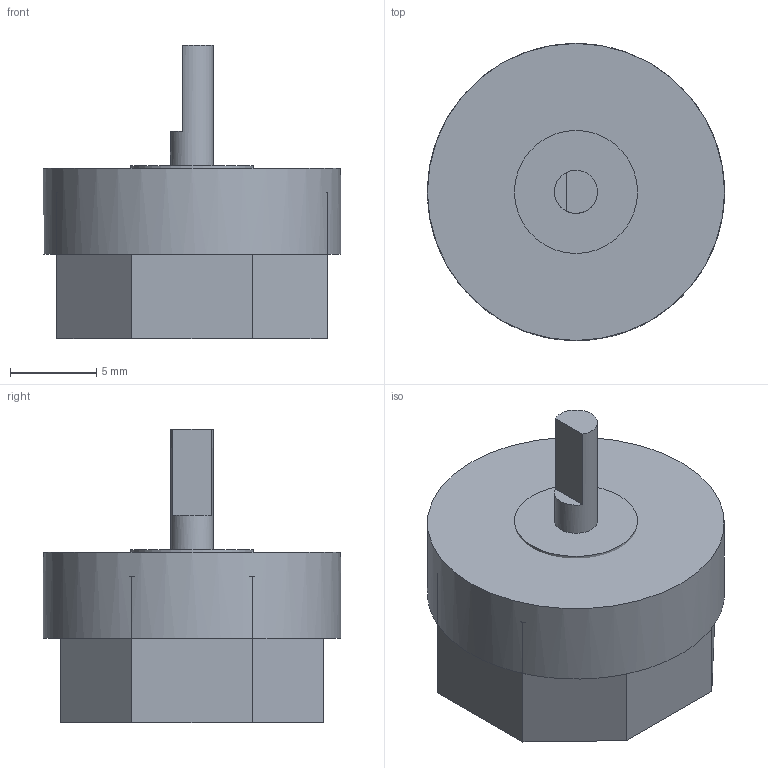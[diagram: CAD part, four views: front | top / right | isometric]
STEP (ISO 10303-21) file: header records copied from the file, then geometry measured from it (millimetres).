
FILE_DESCRIPTION(('FreeCAD Model'),'2;1');
FILE_NAME('Open CASCADE Shape Model','2025-02-14T18:31:56',(''),(''), 'Open CASCADE STEP processor 7.8','FreeCAD','Unknown');
FILE_SCHEMA(('AUTOMOTIVE_DESIGN { 1 0 10303 214 1 1 1 1 }'));
Length unit declared in the file: millimetre
Products named in the file (3): alps_RKJXT1F42001; Part; Socket
Assembly tree (2 placements, depth 2):
  alps_RKJXT1F42001
    Part
    Socket
Bounding box: 17.25 x 17.25 x 17.05 mm (x, y, z)
Volume: 2217.4 mm3; surface area: 1833.8 mm2
Topology: 2 solids, 2 shells, 29 faces, 66 edges, 44 vertices
Faces by surface type: plane 25, cylinder 4
Full cylindrical faces by diameter (mm): 2.5 x1, 6 x1, 7.15 x1, 17.25 x1
Entity records: 880 total; most frequent: CARTESIAN_POINT 142, DIRECTION 140, ORIENTED_EDGE 132, EDGE_CURVE 66, LINE 56, VECTOR 56, VERTEX_POINT 44, AXIS2_PLACEMENT_3D 42
